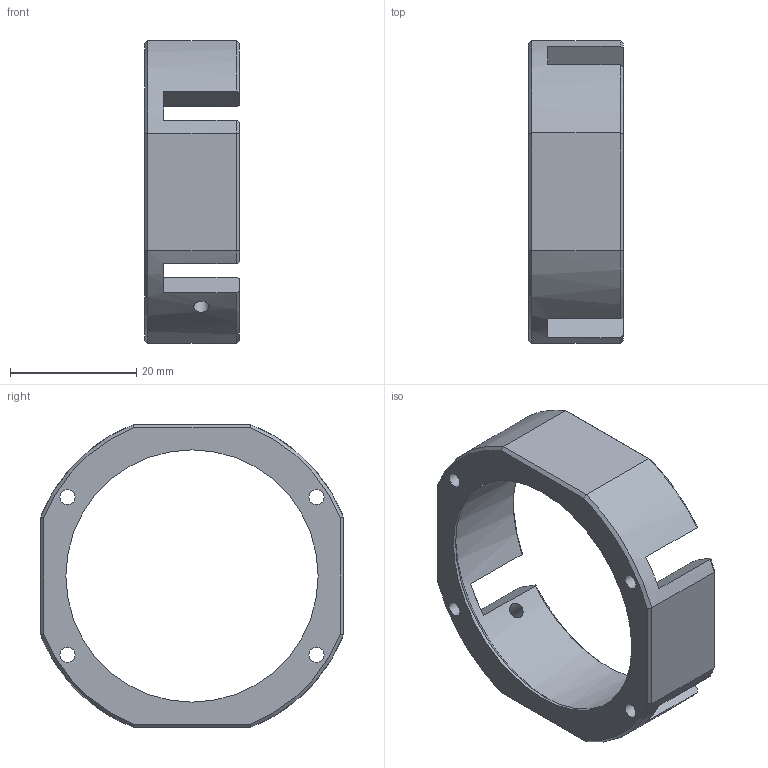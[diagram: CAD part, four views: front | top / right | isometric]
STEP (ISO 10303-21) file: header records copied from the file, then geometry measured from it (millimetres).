
FILE_DESCRIPTION(/* description */ (''),/* implementation_level */ '2;1');
FILE_NAME(/* name */ 'Adapter STE30x30 TZO42.stp',/* time_stamp */ '2019-11-13T12:18:35+01:00',/* author */ (''),/* organization */ ('Vision & Control GmbH'),/* preprocessor_version */ 'ST-DEVELOPER v16.1',/* originating_system */ 'Autodesk Inventor 2016',/* authorisation */ '');
FILE_SCHEMA (('AUTOMOTIVE_DESIGN { 1 0 10303 214 3 1 1 }'));
Length unit declared in the file: millimetre
Products named in the file (1): Adapter STE30x30 TZO42
Bounding box: 15 x 48 x 48 mm (x, y, z)
Volume: 7776.5 mm3; surface area: 5674.8 mm2
Topology: 1 solids, 1 shells, 62 faces, 165 edges, 104 vertices
Faces by surface type: plane 29, cone 21, cylinder 12
Full cylindrical faces by diameter (mm): 2.4 x4, 2.459 x2, 40 x1, 42.1 x1
Entity records: 1986 total; most frequent: CARTESIAN_POINT 521, ORIENTED_EDGE 294, DIRECTION 292, EDGE_CURVE 147, AXIS2_PLACEMENT_3D 118, VERTEX_POINT 99, EDGE_LOOP 88, FACE_OUTER_BOUND 62
